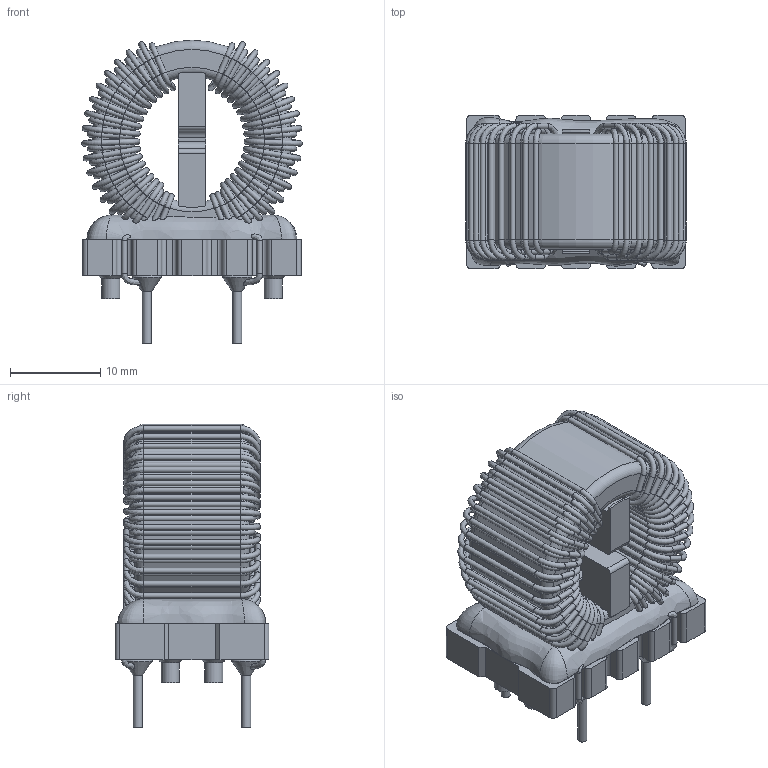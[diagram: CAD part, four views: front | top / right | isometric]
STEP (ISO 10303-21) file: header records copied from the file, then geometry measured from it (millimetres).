
FILE_DESCRIPTION(/* description */ ('Unknown'),/* implementation_level */ '2;1');
FILE_NAME(/* name */ '744824310_L',/* time_stamp */ '2023-06-13T13:46:10+02:00',/* author */ ('Unknown'),/* organization */ ('Unknown'),/* preprocessor_version */ 'ST-DEVELOPER v16.7',/* originating_system */ 'Solid Edge',/* authorisation */ 'Unknown');
FILE_SCHEMA (('AUTOMOTIVE_DESIGN {1 0 10303 214 3 1 1}'));
Length unit declared in the file: millimetre
Products named in the file (6): 744824310_L; Core; Base; Spacer; Glue; Solderpoint
Assembly tree (5 placements, depth 2):
  744824310_L
    Core
    Base
    Spacer
    Glue
    Solderpoint
Bounding box: 24.43 x 17 x 33.6 mm (x, y, z)
Volume: 5773 mm3; surface area: 9808 mm2
Topology: 9 solids, 10 shells, 826 faces, 1918 edges, 1102 vertices
Faces by surface type: cylinder 371, bspline 184, torus 158, plane 101, cone 12
Full cylindrical faces by diameter (mm): 0.6 x288, 1 x4, 2 x4, 14 x1, 22 x1
Entity records: 62548 total; most frequent: CARTESIAN_POINT 41535, DIRECTION 3114, ORIENTED_EDGE 2416, EDGE_LOOP 1628, FACE_BOUND 1628, AXIS2_PLACEMENT_3D 1426, EDGE_CURVE 1208, VERTEX_POINT 1038
